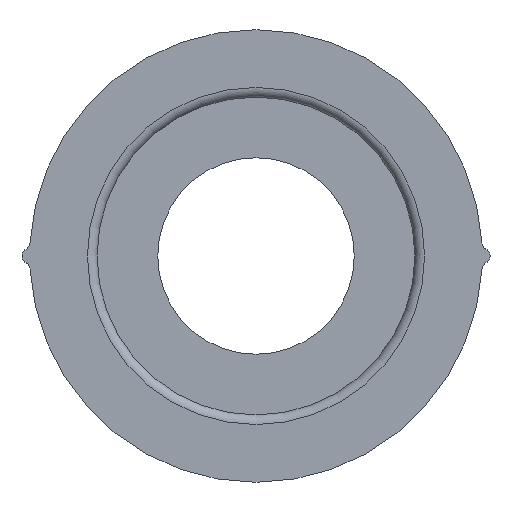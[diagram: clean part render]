
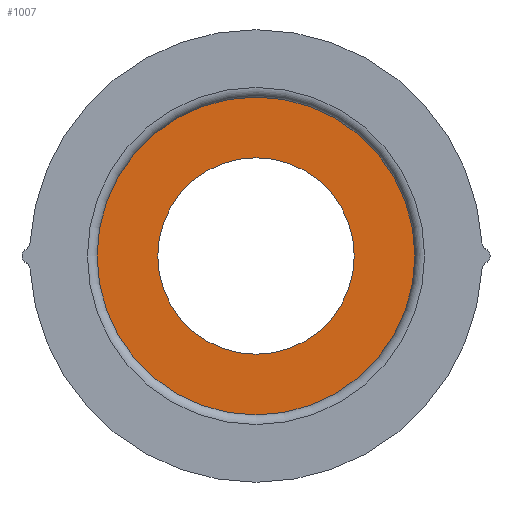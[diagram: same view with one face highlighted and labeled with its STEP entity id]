
A CAD part, left-side view. The second image highlights one B-rep face of the part: STEP entity #1007.
In plain terms, the highlighted planar face has unit normal (-1, 0, 0).
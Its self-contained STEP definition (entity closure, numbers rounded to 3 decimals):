
#25=FACE_BOUND('',#195,.T.);
#35=PLANE('',#1122);
#125=FACE_OUTER_BOUND('',#194,.T.);
#194=EDGE_LOOP('',(#903));
#195=EDGE_LOOP('',(#904));
#258=CIRCLE('',#1110,5.1);
#261=CIRCLE('',#1115,8.25);
#434=VERTEX_POINT('',#2705);
#436=VERTEX_POINT('',#2713);
#585=EDGE_CURVE('',#434,#434,#258,.T.);
#588=EDGE_CURVE('',#436,#436,#261,.T.);
#903=ORIENTED_EDGE('',*,*,#588,.F.);
#904=ORIENTED_EDGE('',*,*,#585,.T.);
#1007=ADVANCED_FACE('',(#125,#25),#35,.T.);
#1110=AXIS2_PLACEMENT_3D('',#2707,#1285,#1286);
#1115=AXIS2_PLACEMENT_3D('',#2714,#1295,#1296);
#1122=AXIS2_PLACEMENT_3D('',#2737,#1310,#1311);
#1285=DIRECTION('center_axis',(1.,0.,0.));
#1286=DIRECTION('ref_axis',(0.,1.,0.));
#1295=DIRECTION('center_axis',(1.,0.,0.));
#1296=DIRECTION('ref_axis',(0.,1.,0.));
#1310=DIRECTION('center_axis',(-1.,0.,0.));
#1311=DIRECTION('ref_axis',(0.,0.,1.));
#2705=CARTESIAN_POINT('',(33.,-5.1,0.));
#2707=CARTESIAN_POINT('Origin',(33.,0.,0.));
#2713=CARTESIAN_POINT('',(33.,-8.25,0.));
#2714=CARTESIAN_POINT('Origin',(33.,0.,0.));
#2737=CARTESIAN_POINT('Origin',(33.,6.675,0.));
